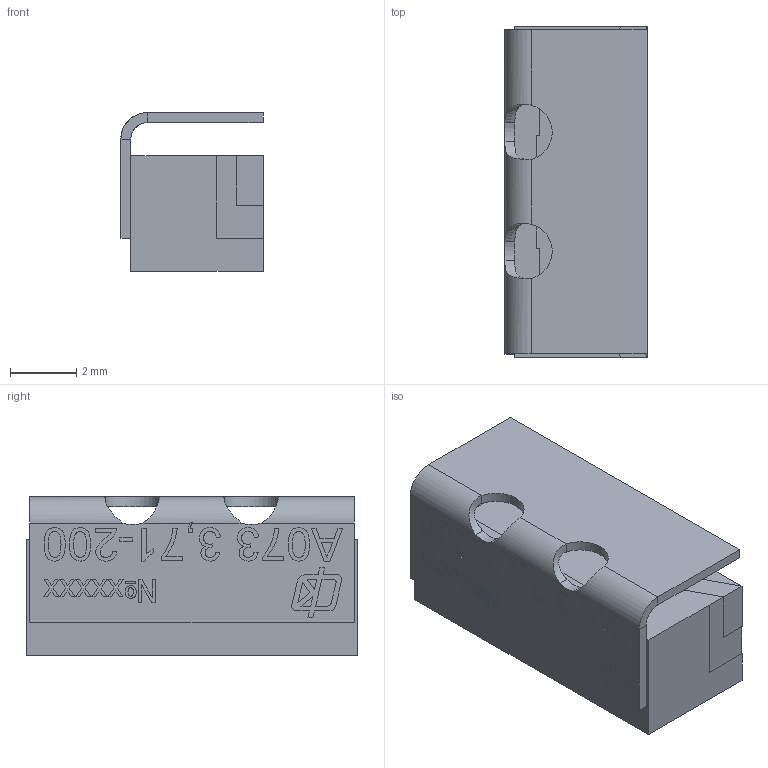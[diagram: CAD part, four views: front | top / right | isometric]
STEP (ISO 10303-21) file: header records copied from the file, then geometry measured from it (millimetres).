
FILE_DESCRIPTION(('STEP AP203'), '1');
FILE_NAME('ÍØÁÀ.434834.005-01.01_Ôèëüòð ÔÊÏ1-205-01-3,71-200', '', ('UNSPECIFIED'), ('UNSPECIFIED'), 'ASCON STEP Converter 1.6', 'ASCON Math Kernel', '');
FILE_SCHEMA(('CONFIG_CONTROL_DESIGN'));
Length unit declared in the file: millimetre
Products named in the file (1): НШБА.434834.005-01.01_Фильтр ФКП1-205-01-3,71-200
Bounding box: 4.3 x 10 x 4.8 mm (x, y, z)
Volume: 160.8 mm3; surface area: 281.1 mm2
Topology: 1 solids, 1 shells, 360 faces, 969 edges, 636 vertices
Faces by surface type: plane 243, bspline 101, cylinder 16
Entity records: 23897 total; most frequent: CARTESIAN_POINT 12803, ORIENTED_EDGE 1938, DIRECTION 1225, EDGE_CURVE 969, LINE 657, VECTOR 657, VERTEX_POINT 636, FACE_BOUND 389
